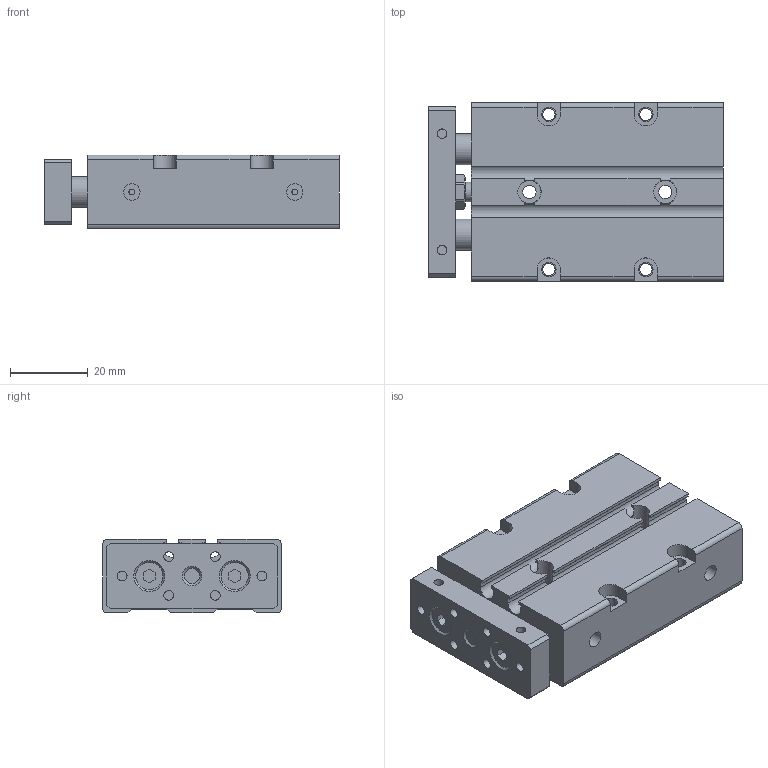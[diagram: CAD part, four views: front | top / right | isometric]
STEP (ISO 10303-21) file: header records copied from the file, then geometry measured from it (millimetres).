
FILE_DESCRIPTION((''),'2;1');
FILE_NAME('DPCO20X25.STEP','2012-11-28T04:12:21',('Administrator'),(''),'CADlook_v9.0','Cimatron E 8.0','');
FILE_SCHEMA(('AUTOMOTIVE_DESIGN { 1 2 10303 214 0 1 1 1 }'));
Length unit declared in the file: millimetre
Bounding box: 76 x 46 x 19 mm (x, y, z)
Volume: 52310.2 mm3; surface area: 20574.9 mm2
Topology: 2 solids, 2 shells, 192 faces, 524 edges, 361 vertices
Faces by surface type: plane 123, cylinder 65, cone 4
Full cylindrical faces by diameter (mm): 1.5 x2, 2.5 x8, 3.2 x8, 3.4 x2, 3.7 x4, 4.2 x2, 5 x1, 6 x4, 8 x4
Entity records: 7677 total; most frequent: CARTESIAN_POINT 1167, DIRECTION 1038, ORIENTED_EDGE 970, EDGE_CURVE 485, AXIS2_PLACEMENT_3D 377, VERTEX_POINT 361, EDGE_LOOP 284, VECTOR 284
